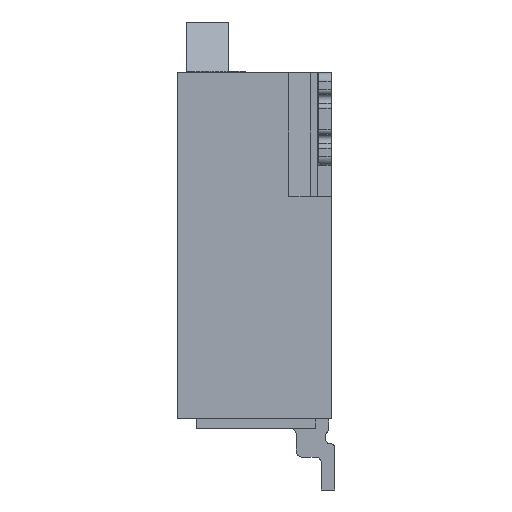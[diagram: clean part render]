
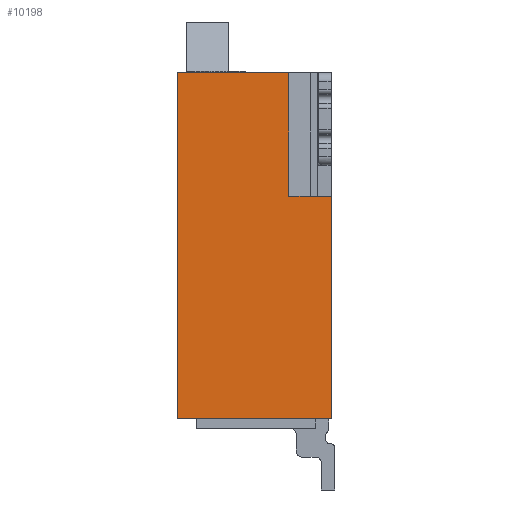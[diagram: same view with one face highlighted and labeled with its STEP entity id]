
A CAD part, left-side view. The second image highlights one B-rep face of the part: STEP entity #10198.
In plain terms, the highlighted planar face has unit normal (-1, 0, 0).
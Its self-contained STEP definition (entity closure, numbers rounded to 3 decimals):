
#1415 = VERTEX_POINT ( 'NONE', #17330 ) ;
#1508 = DIRECTION ( 'NONE',  ( 0., 1., 0. ) ) ;
#1774 = VERTEX_POINT ( 'NONE', #6850 ) ;
#2166 = DIRECTION ( 'NONE',  ( 0., 1., 0. ) ) ;
#2558 = EDGE_CURVE ( 'NONE', #8665, #1774, #23288, .T. ) ;
#2874 = DIRECTION ( 'NONE',  ( 0., 0., 1. ) ) ;
#2894 = CARTESIAN_POINT ( 'NONE',  ( 40.8, 55.5, 3.6 ) ) ;
#6699 = ORIENTED_EDGE ( 'NONE', *, *, #8344, .T. ) ;
#6711 = CARTESIAN_POINT ( 'NONE',  ( 40.8, 58., 0. ) ) ;
#6850 = CARTESIAN_POINT ( 'NONE',  ( 40.8, 56.195, 3.6 ) ) ;
#7175 = LINE ( 'NONE', #9465, #16092 ) ;
#7754 = ORIENTED_EDGE ( 'NONE', *, *, #12181, .T. ) ;
#7881 = VECTOR ( 'NONE', #1508, 1000. ) ;
#7999 = CARTESIAN_POINT ( 'NONE',  ( 40.8, 55.5, 3.6 ) ) ;
#8057 = VERTEX_POINT ( 'NONE', #12661 ) ;
#8114 = DIRECTION ( 'NONE',  ( 1., 0., 0. ) ) ;
#8344 = EDGE_CURVE ( 'NONE', #8057, #20586, #11787, .T. ) ;
#8468 = CARTESIAN_POINT ( 'NONE',  ( 40.8, 56.195, 3.6 ) ) ;
#8493 = DIRECTION ( 'NONE',  ( 0., 0., -1. ) ) ;
#8665 = VERTEX_POINT ( 'NONE', #7999 ) ;
#9016 = EDGE_LOOP ( 'NONE', ( #7754, #6699, #13148, #19830, #9984, #14689 ) ) ;
#9043 = LINE ( 'NONE', #22273, #7881 ) ;
#9125 = EDGE_CURVE ( 'NONE', #1774, #1415, #23161, .T. ) ;
#9456 = PLANE ( 'NONE',  #15744 ) ;
#9465 = CARTESIAN_POINT ( 'NONE',  ( 40.8, 55.5, 0. ) ) ;
#9532 = VECTOR ( 'NONE', #22900, 1000. ) ;
#9984 = ORIENTED_EDGE ( 'NONE', *, *, #2558, .T. ) ;
#10198 = ADVANCED_FACE ( 'NONE', ( #13570 ), #9456, .F. ) ;
#11368 = LINE ( 'NONE', #11610, #9532 ) ;
#11610 = CARTESIAN_POINT ( 'NONE',  ( 40.8, 58., 0. ) ) ;
#11787 = LINE ( 'NONE', #23078, #14240 ) ;
#12181 = EDGE_CURVE ( 'NONE', #1415, #8057, #9043, .T. ) ;
#12661 = CARTESIAN_POINT ( 'NONE',  ( 40.8, 58., 5.6 ) ) ;
#12997 = DIRECTION ( 'NONE',  ( 0., 0., 1. ) ) ;
#13148 = ORIENTED_EDGE ( 'NONE', *, *, #15184, .T. ) ;
#13570 = FACE_OUTER_BOUND ( 'NONE', #9016, .T. ) ;
#14240 = VECTOR ( 'NONE', #8493, 1000. ) ;
#14606 = EDGE_CURVE ( 'NONE', #21641, #8665, #7175, .T. ) ;
#14689 = ORIENTED_EDGE ( 'NONE', *, *, #9125, .T. ) ;
#15184 = EDGE_CURVE ( 'NONE', #20586, #21641, #11368, .T. ) ;
#15744 = AXIS2_PLACEMENT_3D ( 'NONE', #20964, #8114, #2166 ) ;
#16092 = VECTOR ( 'NONE', #12997, 1000. ) ;
#17173 = CARTESIAN_POINT ( 'NONE',  ( 40.8, 55.5, 0. ) ) ;
#17330 = CARTESIAN_POINT ( 'NONE',  ( 40.8, 56.195, 5.6 ) ) ;
#17438 = DIRECTION ( 'NONE',  ( 0., 1., 0. ) ) ;
#18384 = VECTOR ( 'NONE', #17438, 1000. ) ;
#19830 = ORIENTED_EDGE ( 'NONE', *, *, #14606, .T. ) ;
#20586 = VERTEX_POINT ( 'NONE', #6711 ) ;
#20964 = CARTESIAN_POINT ( 'NONE',  ( 40.8, 56.75, 2.8 ) ) ;
#21641 = VERTEX_POINT ( 'NONE', #17173 ) ;
#22273 = CARTESIAN_POINT ( 'NONE',  ( 40.8, 56.195, 5.6 ) ) ;
#22900 = DIRECTION ( 'NONE',  ( 0., -1., 0. ) ) ;
#23078 = CARTESIAN_POINT ( 'NONE',  ( 40.8, 58., 5.6 ) ) ;
#23161 = LINE ( 'NONE', #8468, #23561 ) ;
#23288 = LINE ( 'NONE', #2894, #18384 ) ;
#23561 = VECTOR ( 'NONE', #2874, 1000. ) ;
